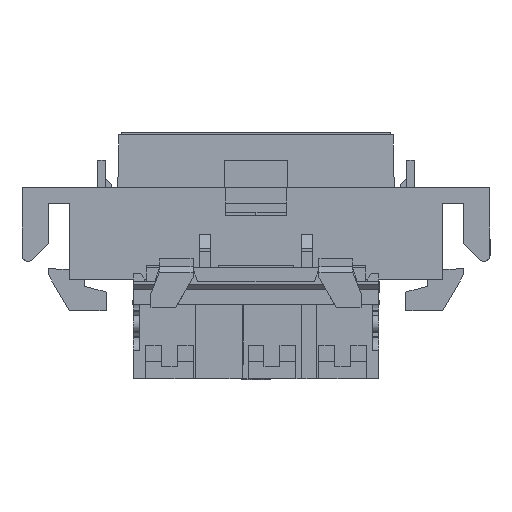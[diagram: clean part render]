
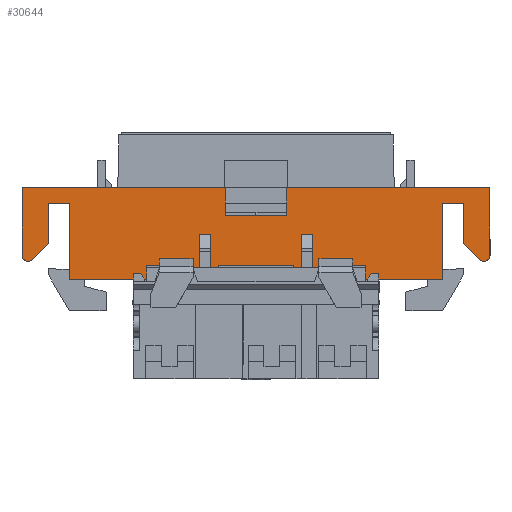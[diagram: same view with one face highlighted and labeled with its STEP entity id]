
A CAD part, left-side view. The second image highlights one B-rep face of the part: STEP entity #30644.
In plain terms, the highlighted face is planar.
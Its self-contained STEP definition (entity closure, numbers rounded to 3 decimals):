
#109 = LINE ( 'NONE', #18829, #55042 ) ;
#137 = EDGE_CURVE ( 'NONE', #56464, #19954, #43902, .T. ) ;
#529 = CARTESIAN_POINT ( 'NONE',  ( -36.393, 11.707, 35.45 ) ) ;
#1027 = AXIS2_PLACEMENT_3D ( 'NONE', #59510, #72839, #79037 ) ;
#1438 = ORIENTED_EDGE ( 'NONE', *, *, #73286, .F. ) ;
#2130 = VECTOR ( 'NONE', #37641, 1000. ) ;
#2722 = LINE ( 'NONE', #72681, #34094 ) ;
#3283 = PLANE ( 'NONE',  #1027 ) ;
#3671 = DIRECTION ( 'NONE',  ( 1., 0., 0. ) ) ;
#3783 = LINE ( 'NONE', #79926, #24778 ) ;
#5251 = LINE ( 'NONE', #36062, #72426 ) ;
#5453 = CARTESIAN_POINT ( 'NONE',  ( -30.4, 26., 35.45 ) ) ;
#6991 = VECTOR ( 'NONE', #65805, 1000. ) ;
#7101 = LINE ( 'NONE', #19173, #60948 ) ;
#7106 = CARTESIAN_POINT ( 'NONE',  ( 36.393, 11.707, 35.45 ) ) ;
#8327 = DIRECTION ( 'NONE',  ( 0., -1., 0. ) ) ;
#8476 = CARTESIAN_POINT ( 'NONE',  ( -38.1, 0., 35.45 ) ) ;
#8887 = LINE ( 'NONE', #52611, #15055 ) ;
#10441 = ORIENTED_EDGE ( 'NONE', *, *, #52515, .F. ) ;
#10507 = EDGE_CURVE ( 'NONE', #19954, #43642, #25890, .T. ) ;
#10729 = VERTEX_POINT ( 'NONE', #69845 ) ;
#11851 = CARTESIAN_POINT ( 'NONE',  ( 33.75, 9.064, 35.45 ) ) ;
#13967 = ORIENTED_EDGE ( 'NONE', *, *, #64333, .T. ) ;
#14152 = CARTESIAN_POINT ( 'NONE',  ( 38.1, 26., 35.45 ) ) ;
#15055 = VECTOR ( 'NONE', #79208, 1000. ) ;
#15727 = CARTESIAN_POINT ( 'NONE',  ( -30.4, 2.5, 35.45 ) ) ;
#15969 = VECTOR ( 'NONE', #56187, 1000. ) ;
#16565 = CARTESIAN_POINT ( 'NONE',  ( -5., 0., 35.45 ) ) ;
#17095 = EDGE_CURVE ( 'NONE', #77712, #28895, #109, .T. ) ;
#17276 = DIRECTION ( 'NONE',  ( 0., -1., 0. ) ) ;
#17684 = ORIENTED_EDGE ( 'NONE', *, *, #73750, .F. ) ;
#17830 = CARTESIAN_POINT ( 'NONE',  ( -37.1, 11., 35.45 ) ) ;
#18501 = VERTEX_POINT ( 'NONE', #66389 ) ;
#18829 = CARTESIAN_POINT ( 'NONE',  ( 0., 0., 35.45 ) ) ;
#18970 = DIRECTION ( 'NONE',  ( 1., 0., 0. ) ) ;
#19173 = CARTESIAN_POINT ( 'NONE',  ( -38.1, 26., 35.45 ) ) ;
#19954 = VERTEX_POINT ( 'NONE', #16565 ) ;
#20833 = CARTESIAN_POINT ( 'NONE',  ( 33.75, 2.5, 35.45 ) ) ;
#20851 = AXIS2_PLACEMENT_3D ( 'NONE', #17830, #62786, #68620 ) ;
#21587 = VECTOR ( 'NONE', #17276, 1000. ) ;
#22199 = VERTEX_POINT ( 'NONE', #24847 ) ;
#22515 = CARTESIAN_POINT ( 'NONE',  ( -33.75, 9.064, 35.45 ) ) ;
#23455 = CARTESIAN_POINT ( 'NONE',  ( -38.1, 11., 35.45 ) ) ;
#23514 = LINE ( 'NONE', #74340, #21587 ) ;
#24778 = VECTOR ( 'NONE', #42046, 1000. ) ;
#24825 = AXIS2_PLACEMENT_3D ( 'NONE', #45178, #58511, #18970 ) ;
#24847 = CARTESIAN_POINT ( 'NONE',  ( -30.4, 15., 35.45 ) ) ;
#24940 = ORIENTED_EDGE ( 'NONE', *, *, #58571, .T. ) ;
#25168 = CARTESIAN_POINT ( 'NONE',  ( 0., 0., 35.45 ) ) ;
#25487 = EDGE_CURVE ( 'NONE', #33828, #48382, #2722, .T. ) ;
#25878 = EDGE_CURVE ( 'NONE', #31084, #43642, #3783, .T. ) ;
#25890 = LINE ( 'NONE', #39925, #51814 ) ;
#26081 = VERTEX_POINT ( 'NONE', #29801 ) ;
#26671 = LINE ( 'NONE', #20833, #6991 ) ;
#26776 = DIRECTION ( 'NONE',  ( 0.707, 0.707, 0. ) ) ;
#28828 = ORIENTED_EDGE ( 'NONE', *, *, #53252, .F. ) ;
#28895 = VERTEX_POINT ( 'NONE', #63146 ) ;
#29801 = CARTESIAN_POINT ( 'NONE',  ( -33.75, 2.5, 35.45 ) ) ;
#30644 = ADVANCED_FACE ( 'NONE', ( #33248 ), #3283, .F. ) ;
#30742 = CARTESIAN_POINT ( 'NONE',  ( 30.4, 2.5, 35.45 ) ) ;
#31084 = VERTEX_POINT ( 'NONE', #59824 ) ;
#31651 = ORIENTED_EDGE ( 'NONE', *, *, #49934, .T. ) ;
#32604 = VECTOR ( 'NONE', #49808, 1000. ) ;
#32874 = DIRECTION ( 'NONE',  ( 0., 1., 0. ) ) ;
#33248 = FACE_OUTER_BOUND ( 'NONE', #45058, .T. ) ;
#33828 = VERTEX_POINT ( 'NONE', #22515 ) ;
#34092 = VECTOR ( 'NONE', #8327, 1000. ) ;
#34094 = VECTOR ( 'NONE', #41010, 1000. ) ;
#35265 = ORIENTED_EDGE ( 'NONE', *, *, #38272, .T. ) ;
#36062 = CARTESIAN_POINT ( 'NONE',  ( 38.1, 15., 35.45 ) ) ;
#37641 = DIRECTION ( 'NONE',  ( 1., 0., 0. ) ) ;
#38272 = EDGE_CURVE ( 'NONE', #53078, #78423, #26671, .T. ) ;
#39925 = CARTESIAN_POINT ( 'NONE',  ( -5., 26., 35.45 ) ) ;
#40366 = ORIENTED_EDGE ( 'NONE', *, *, #61732, .T. ) ;
#41010 = DIRECTION ( 'NONE',  ( -0.707, 0.707, 0. ) ) ;
#42046 = DIRECTION ( 'NONE',  ( -1., 0., 0. ) ) ;
#42073 = CIRCLE ( 'NONE', #20851, 1. ) ;
#43031 = VECTOR ( 'NONE', #26776, 1000. ) ;
#43155 = LINE ( 'NONE', #63136, #32604 ) ;
#43642 = VERTEX_POINT ( 'NONE', #50741 ) ;
#43902 = LINE ( 'NONE', #25168, #2130 ) ;
#44894 = ORIENTED_EDGE ( 'NONE', *, *, #10507, .T. ) ;
#45058 = EDGE_LOOP ( 'NONE', ( #24940, #74851, #17684, #10441, #28828, #64369, #40366, #31651, #51416, #44894, #50974, #58598, #79120, #1438, #47853, #69563, #35265, #13967 ) ) ;
#45178 = CARTESIAN_POINT ( 'NONE',  ( 37.1, 11., 35.45 ) ) ;
#45524 = CARTESIAN_POINT ( 'NONE',  ( 36.393, 11.707, 35.45 ) ) ;
#45867 = DIRECTION ( 'NONE',  ( 1., 0., 0. ) ) ;
#46445 = LINE ( 'NONE', #30742, #15969 ) ;
#47853 = ORIENTED_EDGE ( 'NONE', *, *, #62219, .F. ) ;
#48026 = CARTESIAN_POINT ( 'NONE',  ( 30.4, 2.5, 35.45 ) ) ;
#48382 = VERTEX_POINT ( 'NONE', #529 ) ;
#49808 = DIRECTION ( 'NONE',  ( 0., 1., 0. ) ) ;
#49934 = EDGE_CURVE ( 'NONE', #74553, #56464, #7101, .T. ) ;
#50583 = CARTESIAN_POINT ( 'NONE',  ( 5., 0., 35.45 ) ) ;
#50741 = CARTESIAN_POINT ( 'NONE',  ( -5., 4.5, 35.45 ) ) ;
#50974 = ORIENTED_EDGE ( 'NONE', *, *, #25878, .F. ) ;
#51416 = ORIENTED_EDGE ( 'NONE', *, *, #137, .T. ) ;
#51647 = DIRECTION ( 'NONE',  ( 0., -1., 0. ) ) ;
#51814 = VECTOR ( 'NONE', #65343, 1000. ) ;
#52515 = EDGE_CURVE ( 'NONE', #26081, #63075, #53629, .T. ) ;
#52611 = CARTESIAN_POINT ( 'NONE',  ( -33.75, 2.5, 35.45 ) ) ;
#52868 = LINE ( 'NONE', #14152, #34092 ) ;
#53059 = EDGE_CURVE ( 'NONE', #31084, #77712, #23514, .T. ) ;
#53078 = VERTEX_POINT ( 'NONE', #11851 ) ;
#53252 = EDGE_CURVE ( 'NONE', #33828, #26081, #8887, .T. ) ;
#53629 = LINE ( 'NONE', #65705, #65453 ) ;
#55042 = VECTOR ( 'NONE', #45867, 1000. ) ;
#56187 = DIRECTION ( 'NONE',  ( -1., 0., 0. ) ) ;
#56341 = EDGE_CURVE ( 'NONE', #53078, #75953, #70116, .T. ) ;
#56464 = VERTEX_POINT ( 'NONE', #8476 ) ;
#58511 = DIRECTION ( 'NONE',  ( 0., 0., -1. ) ) ;
#58571 = EDGE_CURVE ( 'NONE', #74538, #18501, #43155, .T. ) ;
#58598 = ORIENTED_EDGE ( 'NONE', *, *, #53059, .T. ) ;
#59510 = CARTESIAN_POINT ( 'NONE',  ( 0., 26., 35.45 ) ) ;
#59824 = CARTESIAN_POINT ( 'NONE',  ( 5., 4.5, 35.45 ) ) ;
#60948 = VECTOR ( 'NONE', #51647, 1000. ) ;
#61732 = EDGE_CURVE ( 'NONE', #48382, #74553, #42073, .T. ) ;
#62219 = EDGE_CURVE ( 'NONE', #75953, #10729, #64728, .T. ) ;
#62497 = LINE ( 'NONE', #5453, #75372 ) ;
#62786 = DIRECTION ( 'NONE',  ( 0., 0., 1. ) ) ;
#63075 = VERTEX_POINT ( 'NONE', #15727 ) ;
#63136 = CARTESIAN_POINT ( 'NONE',  ( 30.4, 26., 35.45 ) ) ;
#63146 = CARTESIAN_POINT ( 'NONE',  ( 38.1, 0., 35.45 ) ) ;
#63209 = CARTESIAN_POINT ( 'NONE',  ( 33.75, 2.5, 35.45 ) ) ;
#64333 = EDGE_CURVE ( 'NONE', #78423, #74538, #46445, .T. ) ;
#64369 = ORIENTED_EDGE ( 'NONE', *, *, #25487, .T. ) ;
#64728 = CIRCLE ( 'NONE', #24825, 1. ) ;
#65343 = DIRECTION ( 'NONE',  ( 0., 1., 0. ) ) ;
#65453 = VECTOR ( 'NONE', #3671, 1000. ) ;
#65705 = CARTESIAN_POINT ( 'NONE',  ( -30.4, 2.5, 35.45 ) ) ;
#65805 = DIRECTION ( 'NONE',  ( 0., -1., 0. ) ) ;
#66389 = CARTESIAN_POINT ( 'NONE',  ( 30.4, 15., 35.45 ) ) ;
#68126 = DIRECTION ( 'NONE',  ( -1., 0., 0. ) ) ;
#68620 = DIRECTION ( 'NONE',  ( -1., 0., 0. ) ) ;
#68983 = EDGE_CURVE ( 'NONE', #18501, #22199, #5251, .T. ) ;
#69563 = ORIENTED_EDGE ( 'NONE', *, *, #56341, .F. ) ;
#69845 = CARTESIAN_POINT ( 'NONE',  ( 38.1, 11., 35.45 ) ) ;
#70116 = LINE ( 'NONE', #45524, #43031 ) ;
#72426 = VECTOR ( 'NONE', #68126, 1000. ) ;
#72681 = CARTESIAN_POINT ( 'NONE',  ( -36.393, 11.707, 35.45 ) ) ;
#72839 = DIRECTION ( 'NONE',  ( 0., 0., -1. ) ) ;
#73286 = EDGE_CURVE ( 'NONE', #10729, #28895, #52868, .T. ) ;
#73750 = EDGE_CURVE ( 'NONE', #63075, #22199, #62497, .T. ) ;
#74340 = CARTESIAN_POINT ( 'NONE',  ( 5., 26., 35.45 ) ) ;
#74538 = VERTEX_POINT ( 'NONE', #48026 ) ;
#74553 = VERTEX_POINT ( 'NONE', #23455 ) ;
#74851 = ORIENTED_EDGE ( 'NONE', *, *, #68983, .T. ) ;
#75372 = VECTOR ( 'NONE', #32874, 1000. ) ;
#75953 = VERTEX_POINT ( 'NONE', #7106 ) ;
#77712 = VERTEX_POINT ( 'NONE', #50583 ) ;
#78423 = VERTEX_POINT ( 'NONE', #63209 ) ;
#79037 = DIRECTION ( 'NONE',  ( -1., 0., 0. ) ) ;
#79120 = ORIENTED_EDGE ( 'NONE', *, *, #17095, .T. ) ;
#79208 = DIRECTION ( 'NONE',  ( 0., -1., 0. ) ) ;
#79926 = CARTESIAN_POINT ( 'NONE',  ( 0., 4.5, 35.45 ) ) ;
